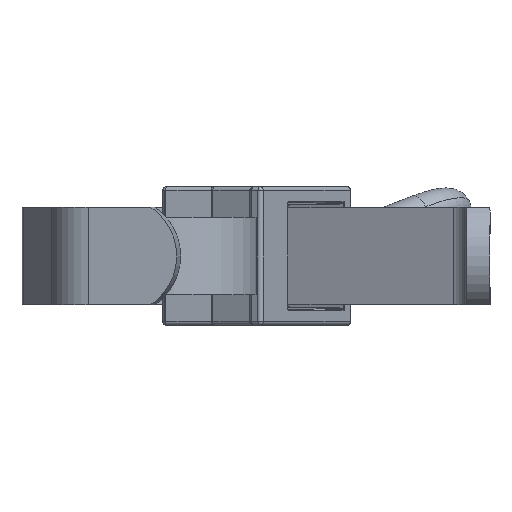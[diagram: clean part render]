
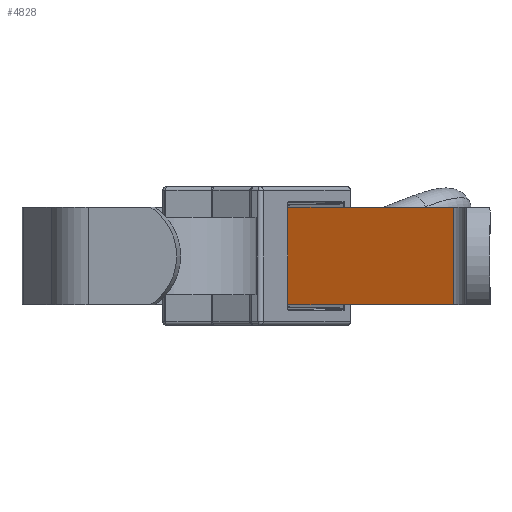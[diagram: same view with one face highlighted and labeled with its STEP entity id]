
A CAD part, left-side view. The second image highlights one B-rep face of the part: STEP entity #4828.
In plain terms, the highlighted face is planar.
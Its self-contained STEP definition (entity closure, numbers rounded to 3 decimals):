
#118 = CARTESIAN_POINT ( 'NONE',  ( -79., 3., 0. ) ) ;
#319 = EDGE_LOOP ( 'NONE', ( #9458, #1701, #14801, #3863 ) ) ;
#358 = VECTOR ( 'NONE', #10527, 1000. ) ;
#598 = ORIENTED_EDGE ( 'NONE', *, *, #1873, .F. ) ;
#728 = CIRCLE ( 'NONE', #4041, 4.25 ) ;
#736 = DIRECTION ( 'NONE',  ( 1., 0., 0. ) ) ;
#749 = LINE ( 'NONE', #5558, #358 ) ;
#783 = EDGE_CURVE ( 'NONE', #11531, #10677, #6540, .T. ) ;
#858 = DIRECTION ( 'NONE',  ( 0., 0., -1. ) ) ;
#1212 = CARTESIAN_POINT ( 'NONE',  ( -79., 3., 4.25 ) ) ;
#1701 = ORIENTED_EDGE ( 'NONE', *, *, #12524, .T. ) ;
#1873 = EDGE_CURVE ( 'NONE', #7720, #7582, #10246, .T. ) ;
#2044 = CARTESIAN_POINT ( 'NONE',  ( -203.992, 3., 0. ) ) ;
#2606 = EDGE_CURVE ( 'NONE', #7582, #7720, #728, .T. ) ;
#3265 = CARTESIAN_POINT ( 'NONE',  ( -212.283, 3., 12.5 ) ) ;
#3863 = ORIENTED_EDGE ( 'NONE', *, *, #12637, .T. ) ;
#4041 = AXIS2_PLACEMENT_3D ( 'NONE', #118, #7802, #15422 ) ;
#4766 = AXIS2_PLACEMENT_3D ( 'NONE', #14038, #5056, #11274 ) ;
#4828 = ADVANCED_FACE ( 'NONE', ( #14894, #6824 ), #16217, .F. ) ;
#5056 = DIRECTION ( 'NONE',  ( 0., 1., 0. ) ) ;
#5558 = CARTESIAN_POINT ( 'NONE',  ( -96.092, 3., 0. ) ) ;
#6540 = LINE ( 'NONE', #3265, #9354 ) ;
#6824 = FACE_OUTER_BOUND ( 'NONE', #319, .T. ) ;
#7229 = DIRECTION ( 'NONE',  ( 0., 0., -1. ) ) ;
#7236 = VERTEX_POINT ( 'NONE', #10982 ) ;
#7582 = VERTEX_POINT ( 'NONE', #1212 ) ;
#7586 = CARTESIAN_POINT ( 'NONE',  ( -96.092, 3., 12.5 ) ) ;
#7720 = VERTEX_POINT ( 'NONE', #15558 ) ;
#7802 = DIRECTION ( 'NONE',  ( 0., 1., 0. ) ) ;
#9278 = CARTESIAN_POINT ( 'NONE',  ( -25.692, 3., 0. ) ) ;
#9354 = VECTOR ( 'NONE', #736, 1000. ) ;
#9458 = ORIENTED_EDGE ( 'NONE', *, *, #10843, .T. ) ;
#10246 = CIRCLE ( 'NONE', #4766, 4.25 ) ;
#10250 = LINE ( 'NONE', #9278, #16112 ) ;
#10527 = DIRECTION ( 'NONE',  ( 0., 0., 1. ) ) ;
#10677 = VERTEX_POINT ( 'NONE', #14036 ) ;
#10843 = EDGE_CURVE ( 'NONE', #16509, #7236, #12709, .T. ) ;
#10933 = CARTESIAN_POINT ( 'NONE',  ( -25.692, 3., -12.5 ) ) ;
#10982 = CARTESIAN_POINT ( 'NONE',  ( -96.092, 3., -12.5 ) ) ;
#11274 = DIRECTION ( 'NONE',  ( 0., 0., 1. ) ) ;
#11531 = VERTEX_POINT ( 'NONE', #7586 ) ;
#11706 = VECTOR ( 'NONE', #12217, 1000. ) ;
#12057 = CARTESIAN_POINT ( 'NONE',  ( -212.283, 3., -12.5 ) ) ;
#12134 = EDGE_LOOP ( 'NONE', ( #598, #13567 ) ) ;
#12217 = DIRECTION ( 'NONE',  ( -1., 0., 0. ) ) ;
#12316 = DIRECTION ( 'NONE',  ( 0., -1., 0. ) ) ;
#12524 = EDGE_CURVE ( 'NONE', #7236, #11531, #749, .T. ) ;
#12637 = EDGE_CURVE ( 'NONE', #10677, #16509, #10250, .T. ) ;
#12709 = LINE ( 'NONE', #12057, #11706 ) ;
#13567 = ORIENTED_EDGE ( 'NONE', *, *, #2606, .F. ) ;
#14036 = CARTESIAN_POINT ( 'NONE',  ( -25.692, 3., 12.5 ) ) ;
#14038 = CARTESIAN_POINT ( 'NONE',  ( -79., 3., 0. ) ) ;
#14801 = ORIENTED_EDGE ( 'NONE', *, *, #783, .T. ) ;
#14894 = FACE_BOUND ( 'NONE', #12134, .T. ) ;
#15422 = DIRECTION ( 'NONE',  ( 0., 0., 1. ) ) ;
#15558 = CARTESIAN_POINT ( 'NONE',  ( -79., 3., -4.25 ) ) ;
#16112 = VECTOR ( 'NONE', #7229, 1000. ) ;
#16217 = PLANE ( 'NONE',  #16767 ) ;
#16509 = VERTEX_POINT ( 'NONE', #10933 ) ;
#16767 = AXIS2_PLACEMENT_3D ( 'NONE', #2044, #12316, #858 ) ;
